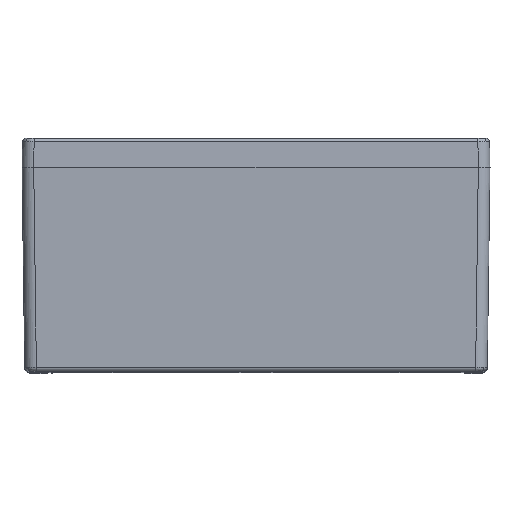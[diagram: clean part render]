
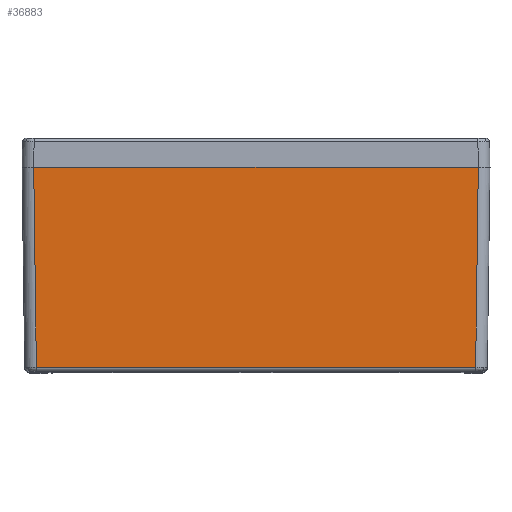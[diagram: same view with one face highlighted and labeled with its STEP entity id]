
A CAD part, top view. The second image highlights one B-rep face of the part: STEP entity #36883.
In plain terms, the highlighted planar face has unit normal (0, -0.013, 1).
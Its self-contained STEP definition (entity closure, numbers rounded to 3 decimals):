
#5156 = VERTEX_POINT ( 'NONE', #53712 ) ;
#6669 = CARTESIAN_POINT ( 'NONE',  ( -190.503, 2.132, 203.002 ) ) ;
#8439 = AXIS2_PLACEMENT_3D ( 'NONE', #11781, #48565, #21014 ) ;
#11374 = EDGE_LOOP ( 'NONE', ( #51498, #41141, #16745, #52363 ) ) ;
#11781 = CARTESIAN_POINT ( 'NONE',  ( -200.5, 2., 203. ) ) ;
#12824 = CARTESIAN_POINT ( 'NONE',  ( 190.432, -3.178, 202.931 ) ) ;
#13126 = EDGE_CURVE ( 'NONE', #37663, #5156, #50116, .T. ) ;
#14487 = VECTOR ( 'NONE', #54004, 1000. ) ;
#15836 = EDGE_CURVE ( 'NONE', #37663, #28060, #22534, .T. ) ;
#16745 = ORIENTED_EDGE ( 'NONE', *, *, #32607, .T. ) ;
#18218 = EDGE_CURVE ( 'NONE', #5156, #26198, #56853, .T. ) ;
#20187 = VECTOR ( 'NONE', #31802, 1000. ) ;
#21014 = DIRECTION ( 'NONE',  ( 0., -1., -0.013 ) ) ;
#21497 = DIRECTION ( 'NONE',  ( 1., 0., 0. ) ) ;
#22534 = LINE ( 'NONE', #53655, #34831 ) ;
#23307 = CARTESIAN_POINT ( 'NONE',  ( -190.468, -0.5, 202.967 ) ) ;
#25273 = LINE ( 'NONE', #12824, #14487 ) ;
#26198 = VERTEX_POINT ( 'NONE', #39307 ) ;
#28060 = VERTEX_POINT ( 'NONE', #50590 ) ;
#29604 = DIRECTION ( 'NONE',  ( 0.013, -1., -0.013 ) ) ;
#29702 = PLANE ( 'NONE',  #8439 ) ;
#31802 = DIRECTION ( 'NONE',  ( 1., 0., 0. ) ) ;
#32607 = EDGE_CURVE ( 'NONE', #26198, #28060, #25273, .T. ) ;
#34831 = VECTOR ( 'NONE', #21497, 1000. ) ;
#36883 = ADVANCED_FACE ( 'NONE', ( #48588 ), #29702, .T. ) ;
#37663 = VERTEX_POINT ( 'NONE', #23307 ) ;
#39307 = CARTESIAN_POINT ( 'NONE',  ( 188.202, -171.553, 200.701 ) ) ;
#39355 = VECTOR ( 'NONE', #29604, 1000. ) ;
#40855 = CARTESIAN_POINT ( 'NONE',  ( 188.149, -171.553, 200.701 ) ) ;
#41141 = ORIENTED_EDGE ( 'NONE', *, *, #18218, .T. ) ;
#48565 = DIRECTION ( 'NONE',  ( 0., -0.013, 1. ) ) ;
#48588 = FACE_OUTER_BOUND ( 'NONE', #11374, .T. ) ;
#50116 = LINE ( 'NONE', #6669, #39355 ) ;
#50590 = CARTESIAN_POINT ( 'NONE',  ( 190.468, -0.5, 202.967 ) ) ;
#51498 = ORIENTED_EDGE ( 'NONE', *, *, #13126, .T. ) ;
#52363 = ORIENTED_EDGE ( 'NONE', *, *, #15836, .F. ) ;
#53655 = CARTESIAN_POINT ( 'NONE',  ( -200.5, -0.5, 202.967 ) ) ;
#53712 = CARTESIAN_POINT ( 'NONE',  ( -188.202, -171.553, 200.701 ) ) ;
#54004 = DIRECTION ( 'NONE',  ( 0.013, 1., 0.013 ) ) ;
#56853 = LINE ( 'NONE', #40855, #20187 ) ;
